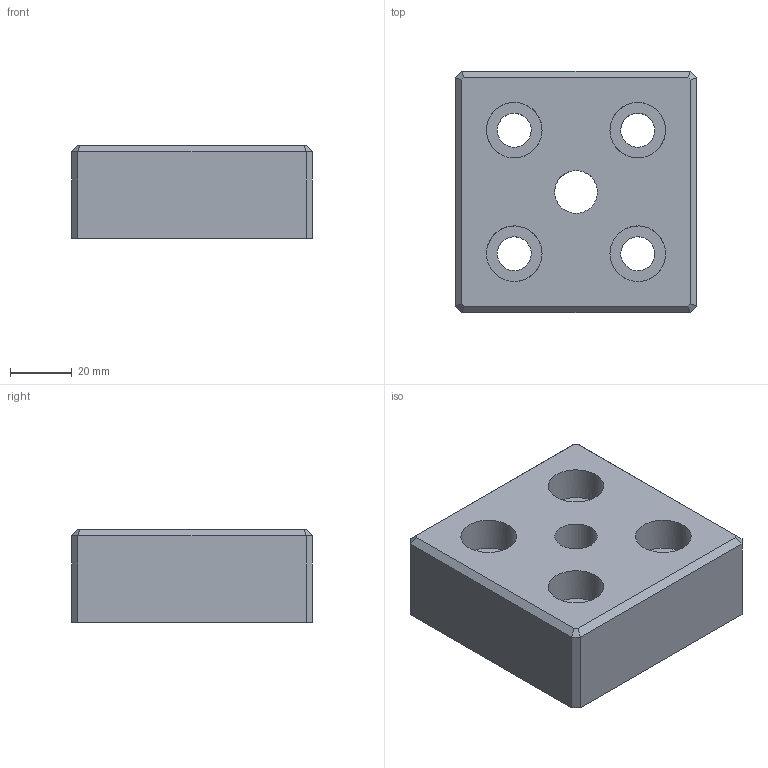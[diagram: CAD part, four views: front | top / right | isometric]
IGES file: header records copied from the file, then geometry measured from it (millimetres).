
Global section: file name: SZ0301V_A; native system: Autodesk Inventor 2015; preprocessor: unknown; author: M.  Boeke; date: 20151123.132404; units: millimetre
Bounding box: 78 x 78 x 30 mm (x, y, z)
Volume: 158732.7 mm3; surface area: 26369.4 mm2
Topology: 1 solids, 1 shells, 31 faces, 76 edges, 51 vertices
Faces by surface type: bspline 31
